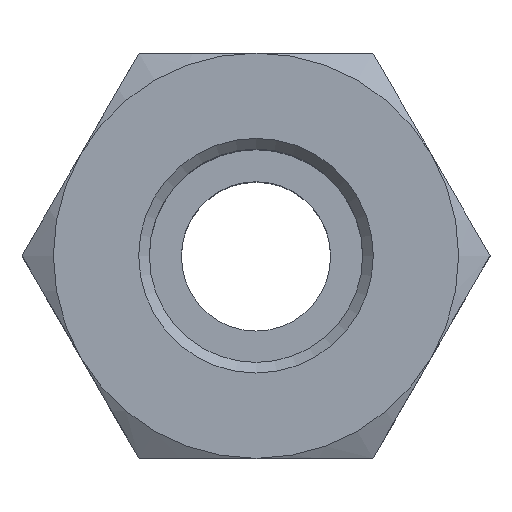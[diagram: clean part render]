
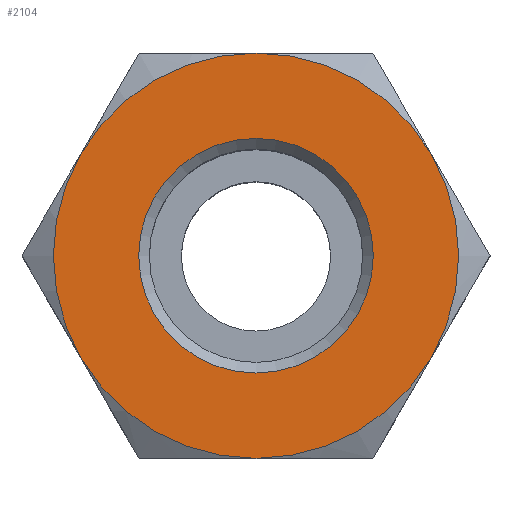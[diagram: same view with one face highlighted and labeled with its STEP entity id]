
A CAD part, top view. The second image highlights one B-rep face of the part: STEP entity #2104.
In plain terms, the highlighted face is planar.
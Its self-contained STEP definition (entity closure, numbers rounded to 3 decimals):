
#924=PLANE('',#1996);
#1052=ORIENTED_EDGE('',*,*,#1278,.T.);
#1053=ORIENTED_EDGE('',*,*,#1279,.T.);
#1054=ORIENTED_EDGE('',*,*,#1271,.T.);
#1055=ORIENTED_EDGE('',*,*,#1276,.T.);
#1056=ORIENTED_EDGE('',*,*,#1280,.T.);
#1057=ORIENTED_EDGE('',*,*,#1281,.F.);
#1058=ORIENTED_EDGE('',*,*,#1282,.T.);
#1150=CIRCLE('',#1988,9.5);
#1151=CIRCLE('',#1994,9.5);
#1152=CIRCLE('',#1997,9.5);
#1153=CIRCLE('',#1998,9.5);
#1154=CIRCLE('',#1999,9.5);
#1155=CIRCLE('',#2000,9.5);
#1156=CIRCLE('',#2001,5.5);
#1199=VERTEX_POINT('',#1819);
#1204=VERTEX_POINT('',#1831);
#1208=VERTEX_POINT('',#1843);
#1209=VERTEX_POINT('',#1847);
#1210=VERTEX_POINT('',#1848);
#1211=VERTEX_POINT('',#1851);
#1212=VERTEX_POINT('',#1854);
#1271=EDGE_CURVE('',#1199,#1204,#1150,.T.);
#1276=EDGE_CURVE('',#1204,#1208,#1151,.T.);
#1278=EDGE_CURVE('',#1209,#1210,#1152,.T.);
#1279=EDGE_CURVE('',#1210,#1199,#1153,.T.);
#1280=EDGE_CURVE('',#1208,#1211,#1154,.T.);
#1281=EDGE_CURVE('',#1209,#1211,#1155,.T.);
#1282=EDGE_CURVE('',#1212,#1212,#1156,.T.);
#1358=EDGE_LOOP('',(#1052,#1053,#1054,#1055,#1056,#1057));
#1359=EDGE_LOOP('',(#1058));
#1434=FACE_BOUND('',#1358,.T.);
#1435=FACE_BOUND('',#1359,.T.);
#1594=DIRECTION('',(0.,1.,0.));
#1595=DIRECTION('',(0.,0.,-9.5));
#1607=DIRECTION('',(0.,1.,0.));
#1608=DIRECTION('',(0.,0.,-9.5));
#1611=DIRECTION('',(0.,1.,0.));
#1612=DIRECTION('',(1.,0.,0.));
#1613=DIRECTION('',(0.,1.,0.));
#1614=DIRECTION('',(0.,0.,-9.5));
#1615=DIRECTION('',(0.,1.,0.));
#1616=DIRECTION('',(0.,0.,-9.5));
#1617=DIRECTION('',(0.,1.,0.));
#1618=DIRECTION('',(0.,0.,-9.5));
#1619=DIRECTION('',(0.,-1.,0.));
#1620=DIRECTION('',(0.,0.,9.5));
#1621=DIRECTION('',(0.,-1.,0.));
#1622=DIRECTION('',(0.,0.,-5.5));
#1819=CARTESIAN_POINT('',(4.464,21.849,-4.75));
#1831=CARTESIAN_POINT('',(4.464,21.849,4.75));
#1833=CARTESIAN_POINT('',(12.691,21.849,0.));
#1843=CARTESIAN_POINT('',(12.691,21.849,9.5));
#1844=CARTESIAN_POINT('',(12.691,21.849,0.));
#1846=CARTESIAN_POINT('',(22.191,21.849,0.));
#1847=CARTESIAN_POINT('',(20.919,21.849,-4.75));
#1848=CARTESIAN_POINT('',(12.691,21.849,-9.5));
#1849=CARTESIAN_POINT('',(12.691,21.849,0.));
#1850=CARTESIAN_POINT('',(12.691,21.849,0.));
#1851=CARTESIAN_POINT('',(20.919,21.849,4.75));
#1852=CARTESIAN_POINT('',(12.691,21.849,0.));
#1853=CARTESIAN_POINT('',(12.691,21.849,0.));
#1854=CARTESIAN_POINT('',(12.691,21.849,-5.5));
#1855=CARTESIAN_POINT('',(12.691,21.849,0.));
#1988=AXIS2_PLACEMENT_3D('',#1833,#1594,#1595);
#1994=AXIS2_PLACEMENT_3D('',#1844,#1607,#1608);
#1996=AXIS2_PLACEMENT_3D('',#1846,#1611,#1612);
#1997=AXIS2_PLACEMENT_3D('',#1849,#1613,#1614);
#1998=AXIS2_PLACEMENT_3D('',#1850,#1615,#1616);
#1999=AXIS2_PLACEMENT_3D('',#1852,#1617,#1618);
#2000=AXIS2_PLACEMENT_3D('',#1853,#1619,#1620);
#2001=AXIS2_PLACEMENT_3D('',#1855,#1621,#1622);
#2104=ADVANCED_FACE('',(#1434,#1435),#924,.T.);
